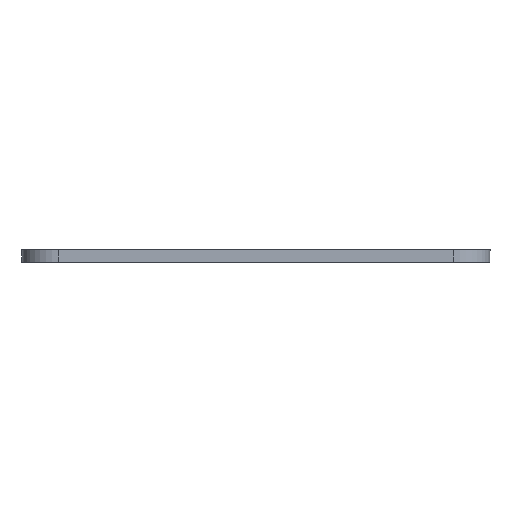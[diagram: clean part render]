
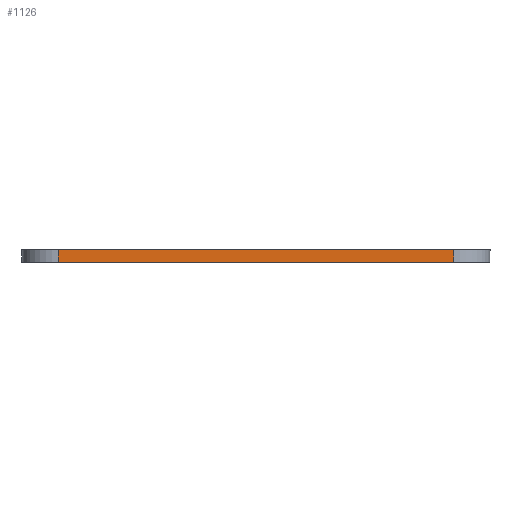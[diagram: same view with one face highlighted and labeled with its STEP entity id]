
A CAD part, left-side view. The second image highlights one B-rep face of the part: STEP entity #1126.
In plain terms, the highlighted planar face has unit normal (-1, 0, 0).
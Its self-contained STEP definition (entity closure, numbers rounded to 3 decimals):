
#59=PLANE('',#1218);
#90=FACE_OUTER_BOUND('',#146,.T.);
#146=EDGE_LOOP('',(#805,#806,#807,#808));
#250=LINE('',#1746,#340);
#251=LINE('',#1749,#341);
#252=LINE('',#1751,#342);
#253=LINE('',#1752,#343);
#340=VECTOR('',#1402,10.);
#341=VECTOR('',#1405,10.);
#342=VECTOR('',#1406,10.);
#343=VECTOR('',#1407,10.);
#511=VERTEX_POINT('',#1739);
#514=VERTEX_POINT('',#1744);
#515=VERTEX_POINT('',#1748);
#516=VERTEX_POINT('',#1750);
#632=EDGE_CURVE('',#514,#511,#250,.T.);
#633=EDGE_CURVE('',#515,#514,#251,.T.);
#634=EDGE_CURVE('',#516,#515,#252,.T.);
#635=EDGE_CURVE('',#516,#511,#253,.T.);
#805=ORIENTED_EDGE('',*,*,#632,.F.);
#806=ORIENTED_EDGE('',*,*,#633,.F.);
#807=ORIENTED_EDGE('',*,*,#634,.F.);
#808=ORIENTED_EDGE('',*,*,#635,.T.);
#1126=ADVANCED_FACE('',(#90),#59,.T.);
#1218=AXIS2_PLACEMENT_3D('',#1747,#1403,#1404);
#1402=DIRECTION('',(0.,0.,-1.));
#1403=DIRECTION('center_axis',(-1.,0.,0.));
#1404=DIRECTION('ref_axis',(0.,-1.,0.));
#1405=DIRECTION('',(0.,-1.,0.));
#1406=DIRECTION('',(0.,0.,1.));
#1407=DIRECTION('',(0.,-1.,0.));
#1739=CARTESIAN_POINT('',(-162.909,-50.615,0.));
#1744=CARTESIAN_POINT('',(-162.909,-50.615,3.));
#1746=CARTESIAN_POINT('',(-162.909,-50.615,-0.1));
#1747=CARTESIAN_POINT('Origin',(-162.909,55.685,-0.1));
#1748=CARTESIAN_POINT('',(-162.909,47.685,3.));
#1749=CARTESIAN_POINT('',(-162.909,27.11,3.));
#1750=CARTESIAN_POINT('',(-162.909,47.685,0.));
#1751=CARTESIAN_POINT('',(-162.909,47.685,-0.1));
#1752=CARTESIAN_POINT('',(-162.909,27.11,0.));
